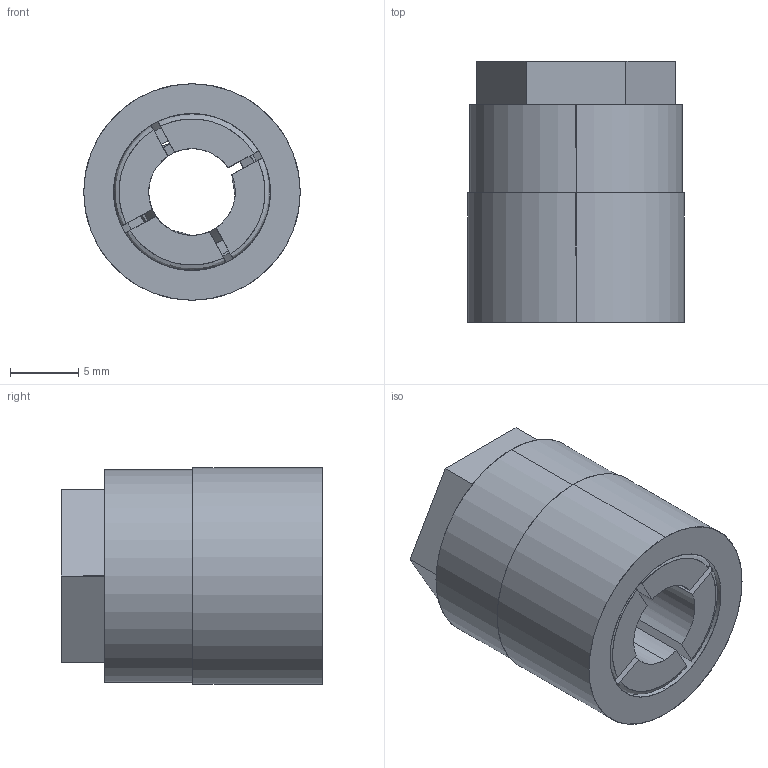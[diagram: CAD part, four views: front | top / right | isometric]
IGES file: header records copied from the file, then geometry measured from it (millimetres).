
Start section: SolidWorks IGES FILE using analytic representation for surfaces
Global section: file name: Trantorque_6202105_one_quarter.IGS; native system: SolidWorks 2001Plus by SolidWorks Corporation; preprocessor: Version 5.3; author: thesmith; date: 100521.203456; units: inch
Bounding box: 15.88 x 19.18 x 15.88 mm (x, y, z)
Surface area: 3101.1 mm2 (no closed solid volume)
Topology: 0 solids, 0 shells, 172 faces, 2134 edges, 2134 vertices
Faces by surface type: bspline 100, revolution 72
